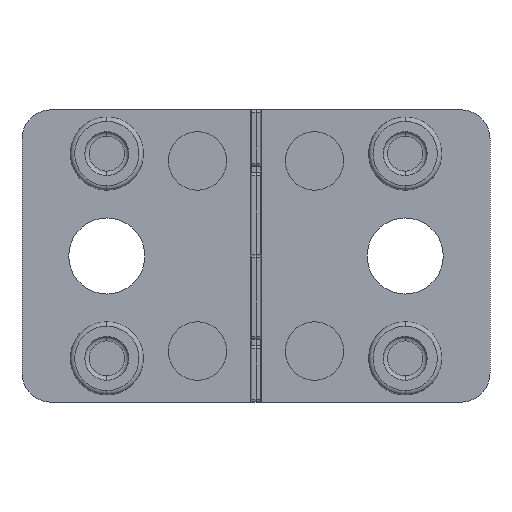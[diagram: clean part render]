
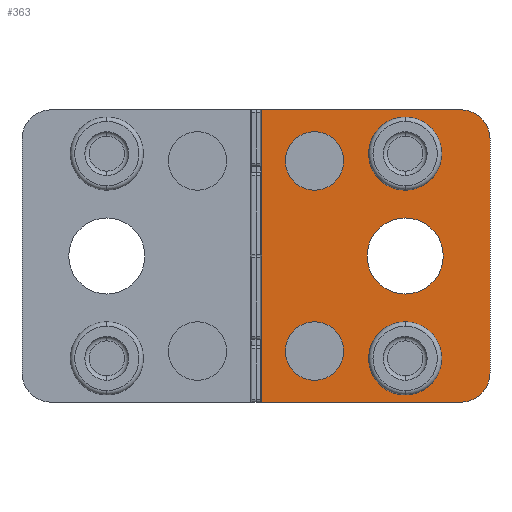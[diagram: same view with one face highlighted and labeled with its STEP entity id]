
A CAD part, front view. The second image highlights one B-rep face of the part: STEP entity #363.
In plain terms, the highlighted planar face has unit normal (0, -1, 0).
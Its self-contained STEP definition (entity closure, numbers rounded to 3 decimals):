
#363=ADVANCED_FACE('NONE',(#955,#956,#957,#958,#959,#960),#961,.F.);
#955=FACE_OUTER_BOUND('',#1809,.T.);
#956=FACE_BOUND('',#1810,.T.);
#957=FACE_BOUND('',#1811,.T.);
#958=FACE_BOUND('',#1812,.T.);
#959=FACE_BOUND('',#1813,.T.);
#960=FACE_BOUND('',#1814,.T.);
#961=PLANE('',#1815);
#1809=EDGE_LOOP('',(#3046,#3047,#3048,#3049,#3050,#3051));
#1810=EDGE_LOOP('',(#3052,#3053));
#1811=EDGE_LOOP('',(#3054,#3055));
#1812=EDGE_LOOP('',(#3056,#3057));
#1813=EDGE_LOOP('',(#3058,#3059));
#1814=EDGE_LOOP('',(#3060,#3061));
#1815=AXIS2_PLACEMENT_3D('',#3062,#3063,#3064);
#3046=ORIENTED_EDGE('',*,*,#5291,.F.);
#3047=ORIENTED_EDGE('',*,*,#5292,.T.);
#3048=ORIENTED_EDGE('',*,*,#5293,.F.);
#3049=ORIENTED_EDGE('',*,*,#5294,.T.);
#3050=ORIENTED_EDGE('',*,*,#5264,.T.);
#3051=ORIENTED_EDGE('',*,*,#5295,.T.);
#3052=ORIENTED_EDGE('',*,*,#5296,.F.);
#3053=ORIENTED_EDGE('',*,*,#5189,.F.);
#3054=ORIENTED_EDGE('',*,*,#5297,.F.);
#3055=ORIENTED_EDGE('',*,*,#5194,.F.);
#3056=ORIENTED_EDGE('',*,*,#5298,.F.);
#3057=ORIENTED_EDGE('',*,*,#5220,.F.);
#3058=ORIENTED_EDGE('',*,*,#5299,.T.);
#3059=ORIENTED_EDGE('',*,*,#5228,.T.);
#3060=ORIENTED_EDGE('',*,*,#5300,.F.);
#3061=ORIENTED_EDGE('',*,*,#5216,.F.);
#3062=CARTESIAN_POINT('',(0.405,-6.0,10.0));
#3063=DIRECTION('',(0.0,1.0,0.0));
#3064=DIRECTION('',(1.0,0.0,-0.0));
#5189=EDGE_CURVE('NONE',#6119,#6121,#6122,.T.);
#5194=EDGE_CURVE('NONE',#6128,#6130,#6131,.T.);
#5216=EDGE_CURVE('NONE',#6164,#6166,#6167,.T.);
#5220=EDGE_CURVE('NONE',#6170,#6172,#6173,.T.);
#5228=EDGE_CURVE('NONE',#6185,#6186,#6187,.T.);
#5264=EDGE_CURVE('NONE',#6237,#6243,#6245,.T.);
#5291=EDGE_CURVE('NONE',#6294,#6295,#6296,.T.);
#5292=EDGE_CURVE('NONE',#6294,#6297,#6298,.T.);
#5293=EDGE_CURVE('NONE',#6299,#6297,#6300,.T.);
#5294=EDGE_CURVE('NONE',#6299,#6237,#6301,.T.);
#5295=EDGE_CURVE('NONE',#6243,#6295,#6302,.T.);
#5296=EDGE_CURVE('NONE',#6121,#6119,#6303,.T.);
#5297=EDGE_CURVE('NONE',#6130,#6128,#6304,.T.);
#5298=EDGE_CURVE('NONE',#6172,#6170,#6305,.T.);
#5299=EDGE_CURVE('NONE',#6186,#6185,#6306,.T.);
#5300=EDGE_CURVE('NONE',#6166,#6164,#6307,.T.);
#6119=VERTEX_POINT('NONE',#7410);
#6121=VERTEX_POINT('NONE',#7413);
#6122=CIRCLE('',#7414,2.0);
#6128=VERTEX_POINT('NONE',#7421);
#6130=VERTEX_POINT('NONE',#7424);
#6131=CIRCLE('',#7425,2.0);
#6164=VERTEX_POINT('NONE',#7463);
#6166=VERTEX_POINT('NONE',#7466);
#6167=CIRCLE('',#7467,2.5);
#6170=VERTEX_POINT('NONE',#7471);
#6172=VERTEX_POINT('NONE',#7474);
#6173=CIRCLE('',#7475,2.5);
#6185=VERTEX_POINT('NONE',#7490);
#6186=VERTEX_POINT('NONE',#7491);
#6187=CIRCLE('',#7492,2.6);
#6237=VERTEX_POINT('NONE',#7554);
#6243=VERTEX_POINT('NONE',#7562);
#6245=LINE('',#7565,#7566);
#6294=VERTEX_POINT('NONE',#7652);
#6295=VERTEX_POINT('NONE',#7653);
#6296=LINE('',#7654,#7655);
#6297=VERTEX_POINT('NONE',#7656);
#6298=CIRCLE('',#7657,2.0);
#6299=VERTEX_POINT('NONE',#7658);
#6300=LINE('',#7659,#7660);
#6301=LINE('',#7661,#7662);
#6302=CIRCLE('',#7663,2.0);
#6303=CIRCLE('',#7664,2.0);
#6304=CIRCLE('',#7665,2.0);
#6305=CIRCLE('',#7666,2.5);
#6306=CIRCLE('',#7667,2.6);
#6307=CIRCLE('',#7668,2.5);
#7410=CARTESIAN_POINT('',(4.0,-6.0,-4.5));
#7413=CARTESIAN_POINT('',(4.0,-6.0,-8.5));
#7414=AXIS2_PLACEMENT_3D('',#9490,#9491,#9492);
#7421=CARTESIAN_POINT('',(4.0,-6.0,8.5));
#7424=CARTESIAN_POINT('',(4.0,-6.0,4.5));
#7425=AXIS2_PLACEMENT_3D('',#9498,#9499,#9500);
#7463=CARTESIAN_POINT('',(10.2,-6.0,-9.5));
#7466=CARTESIAN_POINT('',(10.2,-6.0,-4.5));
#7467=AXIS2_PLACEMENT_3D('',#9537,#9538,#9539);
#7471=CARTESIAN_POINT('',(10.2,-6.0,4.5));
#7474=CARTESIAN_POINT('',(10.2,-6.0,9.5));
#7475=AXIS2_PLACEMENT_3D('',#9542,#9543,#9544);
#7490=CARTESIAN_POINT('',(10.2,-6.0,-2.6));
#7491=CARTESIAN_POINT('',(10.2,-6.0,2.6));
#7492=AXIS2_PLACEMENT_3D('',#9554,#9555,#9556);
#7554=CARTESIAN_POINT('',(0.405,-6.0,-10.0));
#7562=CARTESIAN_POINT('',(14.0,-6.0,-10.0));
#7565=CARTESIAN_POINT('',(0.405,-6.0,-10.0));
#7566=VECTOR('',#9611,1000.0);
#7652=CARTESIAN_POINT('',(16.0,-6.0,8.0));
#7653=CARTESIAN_POINT('',(16.0,-6.0,-8.0));
#7654=CARTESIAN_POINT('',(16.0,-6.0,10.0));
#7655=VECTOR('',#9640,1000.0);
#7656=CARTESIAN_POINT('',(14.0,-6.0,10.0));
#7657=AXIS2_PLACEMENT_3D('',#9641,#9642,#9643);
#7658=CARTESIAN_POINT('',(0.405,-6.0,10.0));
#7659=CARTESIAN_POINT('',(0.405,-6.0,10.0));
#7660=VECTOR('',#9644,1000.0);
#7661=CARTESIAN_POINT('',(0.405,-6.0,10.0));
#7662=VECTOR('',#9645,1000.0);
#7663=AXIS2_PLACEMENT_3D('',#9646,#9647,#9648);
#7664=AXIS2_PLACEMENT_3D('',#9649,#9650,#9651);
#7665=AXIS2_PLACEMENT_3D('',#9652,#9653,#9654);
#7666=AXIS2_PLACEMENT_3D('',#9655,#9656,#9657);
#7667=AXIS2_PLACEMENT_3D('',#9658,#9659,#9660);
#7668=AXIS2_PLACEMENT_3D('',#9661,#9662,#9663);
#9490=CARTESIAN_POINT('',(4.0,-6.0,-6.5));
#9491=DIRECTION('',(0.0,-1.0,0.0));
#9492=DIRECTION('',(0.0,0.0,1.0));
#9498=CARTESIAN_POINT('',(4.0,-6.0,6.5));
#9499=DIRECTION('',(0.0,-1.0,0.0));
#9500=DIRECTION('',(0.0,0.0,-1.0));
#9537=CARTESIAN_POINT('',(10.2,-6.0,-7.0));
#9538=DIRECTION('',(0.0,-1.0,0.0));
#9539=DIRECTION('',(0.0,0.0,1.0));
#9542=CARTESIAN_POINT('',(10.2,-6.0,7.0));
#9543=DIRECTION('',(0.0,-1.0,0.0));
#9544=DIRECTION('',(0.0,0.0,1.0));
#9554=CARTESIAN_POINT('',(10.2,-6.0,0.0));
#9555=DIRECTION('',(-0.0,1.0,0.0));
#9556=DIRECTION('',(0.0,0.0,1.0));
#9611=DIRECTION('',(1.0,0.0,0.0));
#9640=DIRECTION('',(-0.0,-0.0,-1.0));
#9641=CARTESIAN_POINT('',(14.0,-6.0,8.0));
#9642=DIRECTION('',(0.0,-1.0,0.0));
#9643=DIRECTION('',(0.0,0.0,1.0));
#9644=DIRECTION('',(1.0,0.0,0.0));
#9645=DIRECTION('',(-0.0,-0.0,-1.0));
#9646=CARTESIAN_POINT('',(14.0,-6.0,-8.0));
#9647=DIRECTION('',(0.0,-1.0,0.0));
#9648=DIRECTION('',(0.0,0.0,1.0));
#9649=CARTESIAN_POINT('',(4.0,-6.0,-6.5));
#9650=DIRECTION('',(0.0,-1.0,0.0));
#9651=DIRECTION('',(0.0,0.0,1.0));
#9652=CARTESIAN_POINT('',(4.0,-6.0,6.5));
#9653=DIRECTION('',(0.0,-1.0,0.0));
#9654=DIRECTION('',(0.0,0.0,-1.0));
#9655=CARTESIAN_POINT('',(10.2,-6.0,7.0));
#9656=DIRECTION('',(0.0,-1.0,0.0));
#9657=DIRECTION('',(0.0,0.0,1.0));
#9658=CARTESIAN_POINT('',(10.2,-6.0,0.0));
#9659=DIRECTION('',(-0.0,1.0,0.0));
#9660=DIRECTION('',(0.0,0.0,1.0));
#9661=CARTESIAN_POINT('',(10.2,-6.0,-7.0));
#9662=DIRECTION('',(0.0,-1.0,0.0));
#9663=DIRECTION('',(0.0,0.0,1.0));
